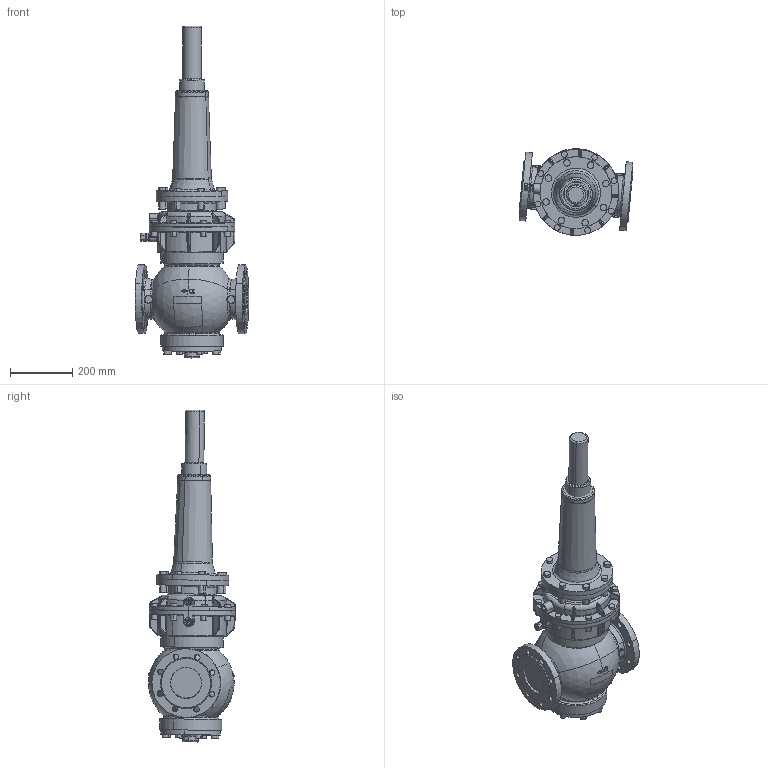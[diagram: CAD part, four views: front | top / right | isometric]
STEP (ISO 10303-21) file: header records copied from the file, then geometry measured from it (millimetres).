
FILE_DESCRIPTION(('CATIA V5 STEP'),'2;1');
FILE_NAME('R 101 DN 100-275-HDS.stp','2014-03-28T12:40:34+00:00',('none'),('none'),'CATIA Version 5 Release 19 SP 9 (IN-10)','CATIA V5 STEP AP203 Edition 2','none');
FILE_SCHEMA(('AP203_CONFIGURATION_CONTROLLED_3D_DESIGN_OF_MECHANICAL_PARTS_AND_ASSEMBLIES_MIM_LF { 1 0 10303 403 2 1 2}'));
Products named in the file (3): Product3; HD-Spindel_AllCATPart; R 101 DN 100-275
Assembly tree (2 placements, depth 2):
  Product3
    HD-Spindel_AllCATPart
    R 101 DN 100-275
Bounding box: 363.63 x 277.28 x 1062.54 mm (x, y, z)
Volume: 27602018.2 mm3; surface area: 1020395.4 mm2
Topology: 2 solids, 21 shells, 1305 faces, 3130 edges, 1841 vertices
Faces by surface type: cylinder 415, torus 261, bspline 249, plane 207, sphere 87, cone 86
Entity records: 54733 total; most frequent: CARTESIAN_POINT 29038, ORIENTED_EDGE 6096, DIRECTION 3606, EDGE_CURVE 3048, AXIS2_PLACEMENT_3D 2153, VERTEX_POINT 1841, EDGE_LOOP 1397, CIRCLE 1310
